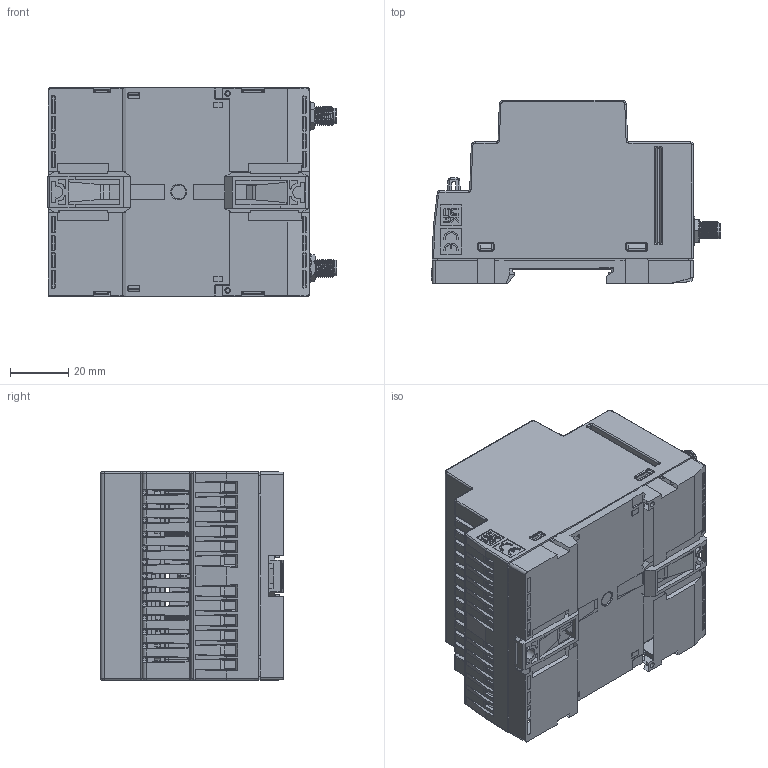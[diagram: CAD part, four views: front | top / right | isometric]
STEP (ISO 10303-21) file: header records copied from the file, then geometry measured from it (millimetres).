
FILE_DESCRIPTION(/* description */ (''),/* implementation_level */ '2;1');
FILE_NAME(/* name */ 'FILE_STP_CAD_DRAWING_3D_EXCGLB03_prt.stp',/* time_stamp */ '2024-04-04T13:50:57+02:00',/* author */ (''),/* organization */ (''),/* preprocessor_version */ 'ST-DEVELOPER v16.7',/* originating_system */ 'SIEMENS PLM Software NX 12.0',/* authorisation */ '');
FILE_SCHEMA (('AUTOMOTIVE_DESIGN { 1 0 10303 214 3 1 1 1 }'));
Products named in the file (1): 3D_EXCGLB03
Bounding box: 99.68 x 63.04 x 71.81 mm (x, y, z)
Surface area: 64078 mm2 (no closed solid volume)
Topology: 0 solids, 163 shells, 1502 faces, 6512 edges, 5009 vertices
Faces by surface type: plane 623, cylinder 545, bspline 228, torus 41, cone 40, sphere 25
Full cylindrical faces by diameter (mm): 3.95 x7, 4.684 x2, 5.364 x2, 10.2 x2
Entity records: 83417 total; most frequent: CARTESIAN_POINT 30694, DIRECTION 10606, ORIENTED_EDGE 9013, EDGE_CURVE 6409, VERTEX_POINT 4975, LINE 4116, VECTOR 4116, AXIS2_PLACEMENT_3D 3245
